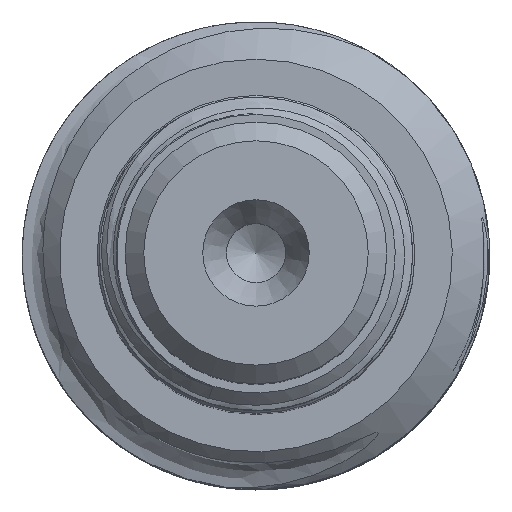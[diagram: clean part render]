
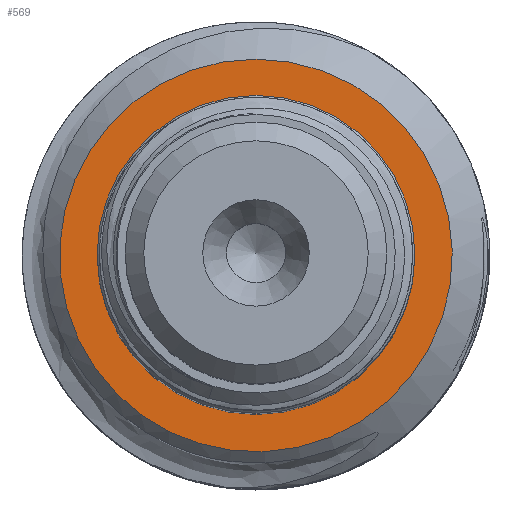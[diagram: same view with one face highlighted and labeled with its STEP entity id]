
A CAD part, top view. The second image highlights one B-rep face of the part: STEP entity #569.
In plain terms, the highlighted planar face has unit normal (0, 0, 1).
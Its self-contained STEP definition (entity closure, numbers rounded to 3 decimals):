
#38=PLANE('',#605);
#53=CIRCLE('',#589,8.5);
#60=CIRCLE('',#604,10.5);
#123=VERTEX_POINT('',#12673);
#130=VERTEX_POINT('',#12695);
#251=EDGE_CURVE('',#123,#123,#53,.T.);
#258=EDGE_CURVE('',#130,#130,#60,.T.);
#408=ORIENTED_EDGE('',*,*,#251,.F.);
#409=ORIENTED_EDGE('',*,*,#258,.F.);
#472=EDGE_LOOP('',(#408));
#473=EDGE_LOOP('',(#409));
#527=FACE_BOUND('',#472,.T.);
#528=FACE_BOUND('',#473,.T.);
#569=ADVANCED_FACE('',(#527,#528),#38,.T.);
#589=AXIS2_PLACEMENT_3D('',#12672,#636,#637);
#604=AXIS2_PLACEMENT_3D('',#12694,#663,#664);
#605=AXIS2_PLACEMENT_3D('',#12696,#665,$);
#636=DIRECTION('',(0.,0.,1.));
#637=DIRECTION('',(0.,8.5,0.));
#663=DIRECTION('',(0.,0.,-1.));
#664=DIRECTION('',(0.,-10.5,0.));
#665=DIRECTION('',(0.,0.,1.));
#12672=CARTESIAN_POINT('',(0.,0.,-79.));
#12673=CARTESIAN_POINT('',(0.,8.5,-79.));
#12694=CARTESIAN_POINT('',(0.,0.,-79.));
#12695=CARTESIAN_POINT('',(0.,10.5,-79.));
#12696=CARTESIAN_POINT('',(0.,10.5,-79.));
